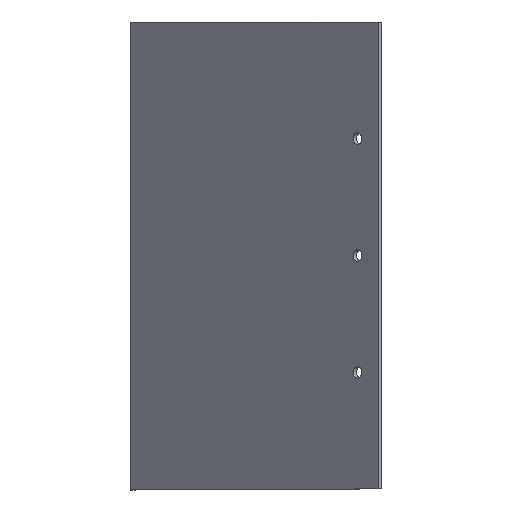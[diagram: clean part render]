
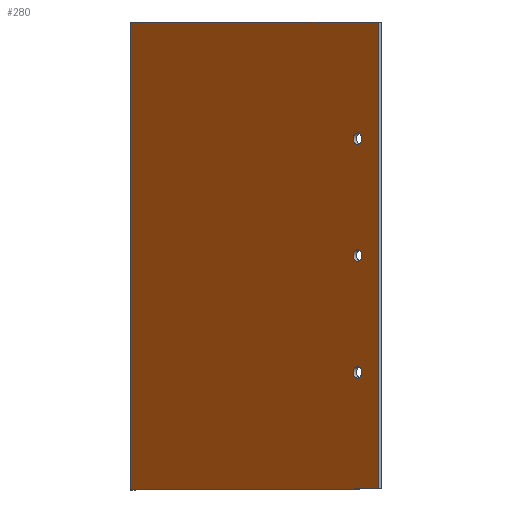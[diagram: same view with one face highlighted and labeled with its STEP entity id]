
A CAD part, top view. The second image highlights one B-rep face of the part: STEP entity #280.
In plain terms, the highlighted planar face has unit normal (-0.707, 0, 0.707).
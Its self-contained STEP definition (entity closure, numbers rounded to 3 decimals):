
#15=FACE_BOUND('',#57,.T.);
#16=FACE_BOUND('',#58,.T.);
#17=FACE_BOUND('',#59,.T.);
#28=PLANE('',#329);
#42=FACE_OUTER_BOUND('',#56,.T.);
#56=EDGE_LOOP('',(#223,#224,#225,#226));
#57=EDGE_LOOP('',(#227));
#58=EDGE_LOOP('',(#228));
#59=EDGE_LOOP('',(#229));
#84=LINE('',#459,#108);
#85=LINE('',#462,#109);
#86=LINE('',#464,#110);
#87=LINE('',#465,#111);
#108=VECTOR('',#385,10.);
#109=VECTOR('',#388,10.);
#110=VECTOR('',#389,10.);
#111=VECTOR('',#390,10.);
#130=CIRCLE('',#321,2.5);
#132=CIRCLE('',#324,2.5);
#134=CIRCLE('',#327,2.5);
#142=VERTEX_POINT('',#436);
#144=VERTEX_POINT('',#442);
#146=VERTEX_POINT('',#448);
#147=VERTEX_POINT('',#452);
#150=VERTEX_POINT('',#457);
#151=VERTEX_POINT('',#461);
#152=VERTEX_POINT('',#463);
#170=EDGE_CURVE('',#142,#142,#130,.T.);
#173=EDGE_CURVE('',#144,#144,#132,.T.);
#176=EDGE_CURVE('',#146,#146,#134,.T.);
#180=EDGE_CURVE('',#147,#150,#84,.T.);
#181=EDGE_CURVE('',#151,#147,#85,.T.);
#182=EDGE_CURVE('',#152,#150,#86,.T.);
#183=EDGE_CURVE('',#151,#152,#87,.T.);
#223=ORIENTED_EDGE('',*,*,#181,.T.);
#224=ORIENTED_EDGE('',*,*,#180,.T.);
#225=ORIENTED_EDGE('',*,*,#182,.F.);
#226=ORIENTED_EDGE('',*,*,#183,.F.);
#227=ORIENTED_EDGE('',*,*,#170,.T.);
#228=ORIENTED_EDGE('',*,*,#173,.T.);
#229=ORIENTED_EDGE('',*,*,#176,.T.);
#280=ADVANCED_FACE('',(#42,#15,#16,#17),#28,.T.);
#321=AXIS2_PLACEMENT_3D('',#438,#364,#365);
#324=AXIS2_PLACEMENT_3D('',#444,#371,#372);
#327=AXIS2_PLACEMENT_3D('',#450,#378,#379);
#329=AXIS2_PLACEMENT_3D('',#460,#386,#387);
#364=DIRECTION('center_axis',(0.707,0.,-0.707));
#365=DIRECTION('ref_axis',(-0.707,0.,-0.707));
#371=DIRECTION('center_axis',(0.707,0.,-0.707));
#372=DIRECTION('ref_axis',(-0.707,0.,-0.707));
#378=DIRECTION('center_axis',(0.707,0.,-0.707));
#379=DIRECTION('ref_axis',(-0.707,0.,-0.707));
#385=DIRECTION('',(0.,1.,0.));
#386=DIRECTION('center_axis',(-0.707,0.,0.707));
#387=DIRECTION('ref_axis',(0.707,0.,0.707));
#388=DIRECTION('',(0.707,0.,0.707));
#389=DIRECTION('',(0.707,0.,0.707));
#390=DIRECTION('',(0.,1.,0.));
#436=CARTESIAN_POINT('',(96.995,50.,99.823));
#438=CARTESIAN_POINT('Origin',(95.227,50.,98.056));
#442=CARTESIAN_POINT('',(96.995,100.,99.823));
#444=CARTESIAN_POINT('Origin',(95.227,100.,98.056));
#448=CARTESIAN_POINT('',(96.995,150.,99.823));
#450=CARTESIAN_POINT('Origin',(95.227,150.,98.056));
#452=CARTESIAN_POINT('',(104.066,0.,106.894));
#457=CARTESIAN_POINT('',(104.066,200.,106.894));
#459=CARTESIAN_POINT('',(104.066,0.,106.894));
#460=CARTESIAN_POINT('Origin',(-2.,0.,0.828));
#461=CARTESIAN_POINT('',(-2.,0.,0.828));
#462=CARTESIAN_POINT('',(-2.,0.,0.828));
#463=CARTESIAN_POINT('',(-2.,200.,0.828));
#464=CARTESIAN_POINT('',(-2.,200.,0.828));
#465=CARTESIAN_POINT('',(-2.,0.,0.828));
